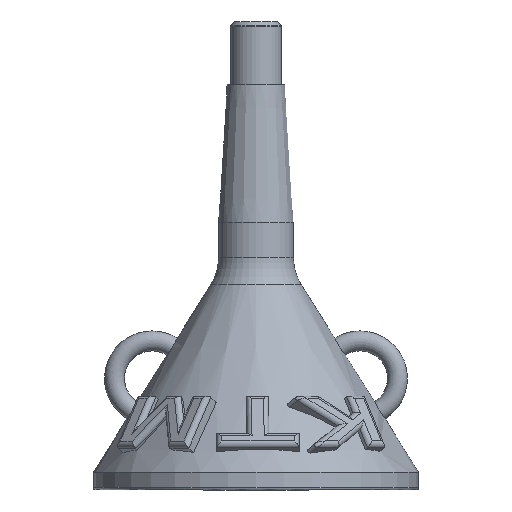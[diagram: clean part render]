
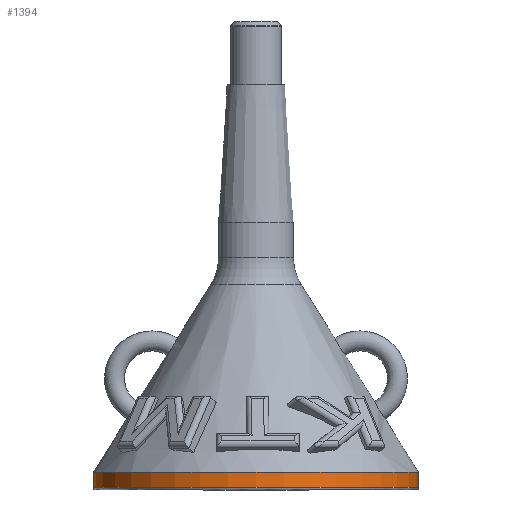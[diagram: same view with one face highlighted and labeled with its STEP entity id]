
A CAD part, left-side view. The second image highlights one B-rep face of the part: STEP entity #1394.
In plain terms, the highlighted cylindrical face has radius 65 mm (diameter 130 mm), a partial arc.
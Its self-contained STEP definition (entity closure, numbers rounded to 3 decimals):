
#208=CYLINDRICAL_SURFACE('',#5167,65.);
#372=FACE_OUTER_BOUND('',#1855,.T.);
#803=LINE('',#7377,#1086);
#809=LINE('',#7395,#1092);
#1086=VECTOR('',#5563,1.);
#1092=VECTOR('',#5571,1.);
#1394=ADVANCED_FACE('',(#372),#208,.T.);
#1686=CIRCLE('',#5130,65.);
#1696=CIRCLE('',#5166,65.);
#1855=EDGE_LOOP('',(#2364,#2365,#2366,#2367));
#2364=ORIENTED_EDGE('',*,*,#4174,.F.);
#2365=ORIENTED_EDGE('',*,*,#4201,.F.);
#2366=ORIENTED_EDGE('',*,*,#4181,.T.);
#2367=ORIENTED_EDGE('',*,*,#4275,.T.);
#3704=VERTEX_POINT('',#7376);
#3705=VERTEX_POINT('',#7378);
#3708=VERTEX_POINT('',#7388);
#3711=VERTEX_POINT('',#7394);
#4174=EDGE_CURVE('',#3704,#3705,#803,.T.);
#4181=EDGE_CURVE('',#3708,#3711,#809,.T.);
#4201=EDGE_CURVE('',#3708,#3704,#1686,.T.);
#4275=EDGE_CURVE('',#3711,#3705,#1696,.T.);
#5130=AXIS2_PLACEMENT_3D('',#7471,#5599,#5600);
#5166=AXIS2_PLACEMENT_3D('',#8036,#5687,#5688);
#5167=AXIS2_PLACEMENT_3D('',#8037,#5689,#5690);
#5563=DIRECTION('',(0.,0.,-1.));
#5571=DIRECTION('',(0.,0.,-1.));
#5599=DIRECTION('',(0.,0.,1.));
#5600=DIRECTION('',(1.,0.,0.));
#5687=DIRECTION('',(0.,0.,1.));
#5688=DIRECTION('',(1.,0.,0.));
#5689=DIRECTION('',(0.,0.,1.));
#5690=DIRECTION('',(1.,0.,0.));
#7376=CARTESIAN_POINT('',(50.,-41.533,0.));
#7377=CARTESIAN_POINT('',(50.,-41.533,0.));
#7378=CARTESIAN_POINT('',(50.,-41.533,-6.));
#7388=CARTESIAN_POINT('',(50.,41.533,0.));
#7394=CARTESIAN_POINT('',(50.,41.533,-6.));
#7395=CARTESIAN_POINT('',(50.,41.533,0.));
#7471=CARTESIAN_POINT('',(0.,0.,0.));
#8036=CARTESIAN_POINT('',(0.,0.,-6.));
#8037=CARTESIAN_POINT('',(0.,0.,-7.));
